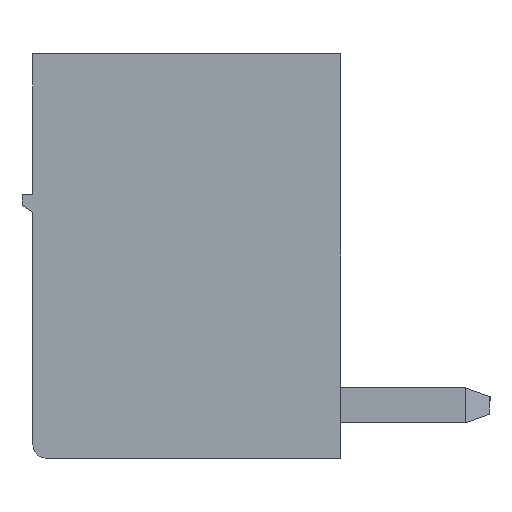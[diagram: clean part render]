
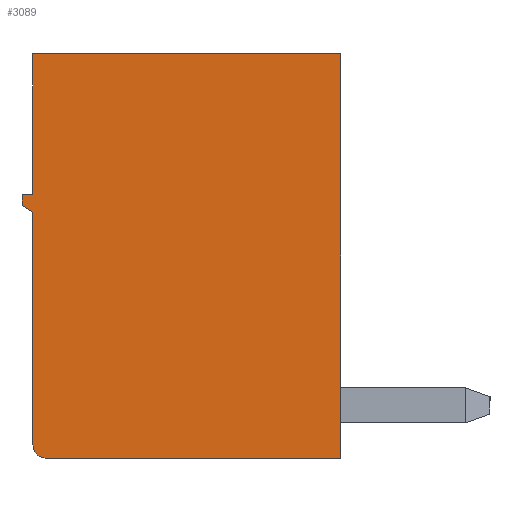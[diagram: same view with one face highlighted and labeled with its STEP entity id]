
A CAD part, left-side view. The second image highlights one B-rep face of the part: STEP entity #3089.
In plain terms, the highlighted planar face has unit normal (-1, 0, 0).
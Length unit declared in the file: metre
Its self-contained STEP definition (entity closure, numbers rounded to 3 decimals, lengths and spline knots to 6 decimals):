
#3089=ADVANCED_FACE('',(#6261),#6262,.T.);
#6261=FACE_OUTER_BOUND('',#9428,.T.);
#6262=PLANE('',#9429);
#9428=EDGE_LOOP('',(#18819,#18820,#18821,#18822,#18823,#18824,#18825,#18826,#18827));
#9429=AXIS2_PLACEMENT_3D('',#18828,#18829,#18830);
#18819=ORIENTED_EDGE('',*,*,#19044,.T.);
#18820=ORIENTED_EDGE('',*,*,#19040,.T.);
#18821=ORIENTED_EDGE('',*,*,#19036,.T.);
#18822=ORIENTED_EDGE('',*,*,#19032,.F.);
#18823=ORIENTED_EDGE('',*,*,#19048,.T.);
#18824=ORIENTED_EDGE('',*,*,#19052,.T.);
#18825=ORIENTED_EDGE('',*,*,#19085,.T.);
#18826=ORIENTED_EDGE('',*,*,#19287,.F.);
#18827=ORIENTED_EDGE('',*,*,#19330,.T.);
#18828=CARTESIAN_POINT('',(-1.087027,0.00436,0.000933));
#18829=DIRECTION('',(-1.0,0.0,0.0));
#18830=DIRECTION('',(0.0,0.0,1.0));
#19032=EDGE_CURVE('',#22812,#22808,#22814,.T.);
#19036=EDGE_CURVE('',#22817,#22808,#22820,.T.);
#19040=EDGE_CURVE('',#22823,#22817,#22826,.T.);
#19044=EDGE_CURVE('',#22829,#22823,#22832,.T.);
#19048=EDGE_CURVE('',#22812,#22836,#22838,.T.);
#19052=EDGE_CURVE('',#22836,#22842,#22844,.T.);
#19085=EDGE_CURVE('',#22842,#22905,#22907,.T.);
#19287=EDGE_CURVE('',#23281,#22905,#23283,.T.);
#19330=EDGE_CURVE('',#23281,#22829,#23352,.T.);
#22808=VERTEX_POINT('',#28340);
#22812=VERTEX_POINT('',#28346);
#22814=LINE('',#28349,#28350);
#22817=VERTEX_POINT('',#28353);
#22820=LINE('',#28358,#28359);
#22823=VERTEX_POINT('',#28362);
#22826=LINE('',#28367,#28368);
#22829=VERTEX_POINT('',#28371);
#22832=LINE('',#28376,#28377);
#22836=VERTEX_POINT('',#28382);
#22838=LINE('',#28385,#28386);
#22842=VERTEX_POINT('',#28390);
#22844=CIRCLE('',#28393,0.0003);
#22905=VERTEX_POINT('',#28484);
#22907=LINE('',#28487,#28488);
#23281=VERTEX_POINT('',#29049);
#23283=LINE('',#29052,#29053);
#23352=LINE('',#29153,#29154);
#28340=CARTESIAN_POINT('',(-1.087027,0.01111,-0.002517));
#28346=CARTESIAN_POINT('',(-1.087027,0.01086,-0.002667));
#28349=CARTESIAN_POINT('',(-1.087027,0.010852,-0.002672));
#28350=VECTOR('',#36095,1.0);
#28353=CARTESIAN_POINT('',(-1.087027,0.01111,-0.002267));
#28358=CARTESIAN_POINT('',(-1.087027,0.01111,-0.002267));
#28359=VECTOR('',#36098,1.0);
#28362=CARTESIAN_POINT('',(-1.087027,0.01086,-0.002267));
#28367=CARTESIAN_POINT('',(-1.087027,0.01061,-0.002267));
#28368=VECTOR('',#36101,1.0);
#28371=CARTESIAN_POINT('',(-1.087027,0.01086,0.000933));
#28376=CARTESIAN_POINT('',(-1.087027,0.01086,0.000933));
#28377=VECTOR('',#36104,1.0);
#28382=CARTESIAN_POINT('',(-1.087027,0.01086,-0.007967));
#28385=CARTESIAN_POINT('',(-1.087027,0.01086,0.000933));
#28386=VECTOR('',#36107,1.0);
#28390=CARTESIAN_POINT('',(-1.087027,0.01056,-0.008267));
#28393=AXIS2_PLACEMENT_3D('',#36112,#36113,#36114);
#28484=CARTESIAN_POINT('',(-1.087027,0.00386,-0.008267));
#28487=CARTESIAN_POINT('',(-1.087027,0.00436,-0.008267));
#28488=VECTOR('',#36146,1.0);
#29049=CARTESIAN_POINT('',(-1.087027,0.00386,0.000933));
#29052=CARTESIAN_POINT('',(-1.087027,0.00386,0.000933));
#29053=VECTOR('',#36371,1.0);
#29153=CARTESIAN_POINT('',(-1.087027,0.00436,0.000933));
#29154=VECTOR('',#36424,1.0);
#36095=DIRECTION('',(0.0,0.857,0.514));
#36098=DIRECTION('',(-0.0,-0.0,-1.0));
#36101=DIRECTION('',(0.0,1.0,-0.0));
#36104=DIRECTION('',(-0.0,-0.0,-1.0));
#36107=DIRECTION('',(-0.0,-0.0,-1.0));
#36112=CARTESIAN_POINT('',(-1.087027,0.01056,-0.007967));
#36113=DIRECTION('',(-1.0,0.0,0.0));
#36114=DIRECTION('',(0.0,0.0,1.0));
#36146=DIRECTION('',(-0.0,-1.0,0.0));
#36371=DIRECTION('',(0.0,0.,-1.0));
#36424=DIRECTION('',(0.0,1.0,-0.0));
